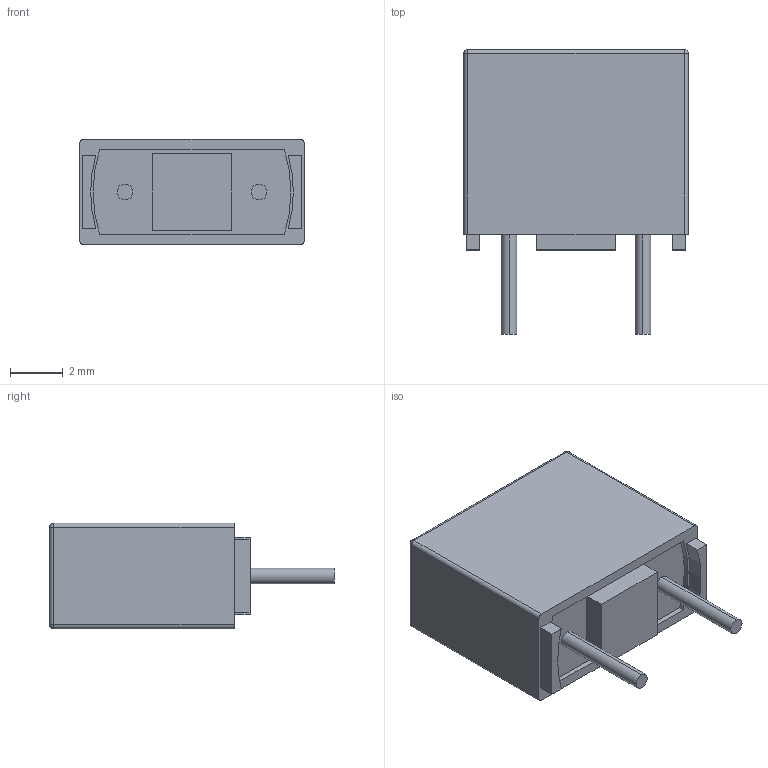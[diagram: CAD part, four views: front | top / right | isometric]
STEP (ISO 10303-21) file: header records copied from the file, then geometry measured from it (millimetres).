
FILE_DESCRIPTION (( 'STEP AP214' ), '1' );
FILE_NAME ('Fuse_8.5x4.STEP', '2022-08-06T09:23:23', ( '' ), ( '' ), 'SwSTEP 2.0', 'SolidWorks 2019', '' );
FILE_SCHEMA (( 'AUTOMOTIVE_DESIGN' ));
Length unit declared in the file: millimetre
Products named in the file (1): Fuse_8.5x4
Bounding box: 8.5 x 10.8 x 4 mm (x, y, z)
Volume: 243.5 mm3; surface area: 278.1 mm2
Topology: 3 solids, 3 shells, 105 faces, 262 edges, 168 vertices
Faces by surface type: plane 54, bspline 31, cylinder 16, sphere 4
Entity records: 5294 total; most frequent: CARTESIAN_POINT 2107, ORIENTED_EDGE 516, DIRECTION 378, EDGE_CURVE 258, VERTEX_POINT 168, LINE 164, VECTOR 164, EDGE_LOOP 114
